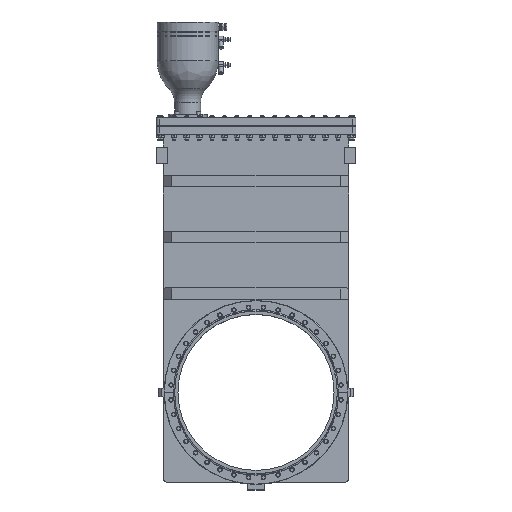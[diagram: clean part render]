
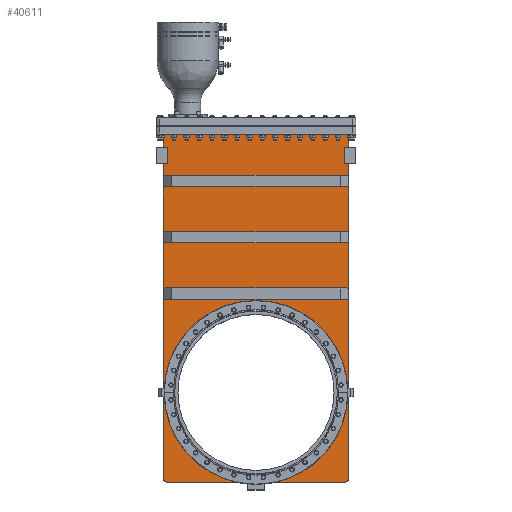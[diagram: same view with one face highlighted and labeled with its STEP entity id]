
A CAD part, top view. The second image highlights one B-rep face of the part: STEP entity #40611.
In plain terms, the highlighted planar face has unit normal (0, 0, 1).
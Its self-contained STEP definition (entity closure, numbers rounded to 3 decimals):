
#2433=DIRECTION('',(0.,-1.,0.));
#2434=VECTOR('',#2433,1.);
#2435=CARTESIAN_POINT('',(-8.293,9.37,0.827));
#2436=LINE('',#2435,#2434);
#2437=DIRECTION('',(1.,0.,0.));
#2438=VECTOR('',#2437,16.585);
#2439=CARTESIAN_POINT('',(-8.293,8.37,0.827));
#2440=LINE('',#2439,#2438);
#2441=DIRECTION('',(0.,1.,0.));
#2442=VECTOR('',#2441,1.);
#2443=CARTESIAN_POINT('',(8.293,8.37,0.827));
#2444=LINE('',#2443,#2442);
#2445=DIRECTION('',(-1.,0.,0.));
#2446=VECTOR('',#2445,16.585);
#2447=CARTESIAN_POINT('',(8.293,9.37,0.827));
#2448=LINE('',#2447,#2446);
#2449=DIRECTION('',(0.,-1.,0.));
#2450=VECTOR('',#2449,1.);
#2451=CARTESIAN_POINT('',(-8.293,14.43,0.827));
#2452=LINE('',#2451,#2450);
#2453=DIRECTION('',(1.,0.,0.));
#2454=VECTOR('',#2453,16.585);
#2455=CARTESIAN_POINT('',(-8.293,13.43,0.827));
#2456=LINE('',#2455,#2454);
#2457=DIRECTION('',(0.,1.,0.));
#2458=VECTOR('',#2457,1.);
#2459=CARTESIAN_POINT('',(8.293,13.43,0.827));
#2460=LINE('',#2459,#2458);
#2461=DIRECTION('',(-1.,0.,0.));
#2462=VECTOR('',#2461,16.585);
#2463=CARTESIAN_POINT('',(8.293,14.43,0.827));
#2464=LINE('',#2463,#2462);
#2465=DIRECTION('',(0.,-1.,0.));
#2466=VECTOR('',#2465,1.);
#2467=CARTESIAN_POINT('',(-8.293,19.49,0.827));
#2468=LINE('',#2467,#2466);
#2469=DIRECTION('',(1.,0.,0.));
#2470=VECTOR('',#2469,16.585);
#2471=CARTESIAN_POINT('',(-8.293,18.49,0.827));
#2472=LINE('',#2471,#2470);
#2473=DIRECTION('',(0.,1.,0.));
#2474=VECTOR('',#2473,1.);
#2475=CARTESIAN_POINT('',(8.293,18.49,0.827));
#2476=LINE('',#2475,#2474);
#2477=DIRECTION('',(-1.,0.,0.));
#2478=VECTOR('',#2477,16.585);
#2479=CARTESIAN_POINT('',(8.293,19.49,0.827));
#2480=LINE('',#2479,#2478);
#2481=DIRECTION('',(-1.,0.,0.));
#2482=VECTOR('',#2481,0.408);
#2483=CARTESIAN_POINT('',(-7.905,20.503,0.827));
#2484=LINE('',#2483,#2482);
#2485=DIRECTION('',(0.,1.,0.));
#2486=VECTOR('',#2485,1.5);
#2487=CARTESIAN_POINT('',(-7.905,20.503,0.827));
#2488=LINE('',#2487,#2486);
#2489=DIRECTION('',(-1.,0.,0.));
#2490=VECTOR('',#2489,0.408);
#2491=CARTESIAN_POINT('',(-7.905,22.003,0.827));
#2492=LINE('',#2491,#2490);
#2493=DIRECTION('',(0.,-1.,0.));
#2494=VECTOR('',#2493,1.16);
#2495=CARTESIAN_POINT('',(-8.313,23.163,0.827));
#2496=LINE('',#2495,#2494);
#2497=DIRECTION('',(1.,0.,0.));
#2498=VECTOR('',#2497,16.625);
#2499=CARTESIAN_POINT('',(-8.313,23.163,0.827));
#2500=LINE('',#2499,#2498);
#2501=DIRECTION('',(0.,1.,0.));
#2502=VECTOR('',#2501,1.16);
#2503=CARTESIAN_POINT('',(8.313,22.003,0.827));
#2504=LINE('',#2503,#2502);
#2505=DIRECTION('',(1.,0.,0.));
#2506=VECTOR('',#2505,0.408);
#2507=CARTESIAN_POINT('',(7.905,22.003,0.827));
#2508=LINE('',#2507,#2506);
#2509=DIRECTION('',(0.,1.,0.));
#2510=VECTOR('',#2509,1.5);
#2511=CARTESIAN_POINT('',(7.905,20.503,0.827));
#2512=LINE('',#2511,#2510);
#2513=DIRECTION('',(1.,0.,0.));
#2514=VECTOR('',#2513,0.408);
#2515=CARTESIAN_POINT('',(7.905,20.503,0.827));
#2516=LINE('',#2515,#2514);
#2517=DIRECTION('',(0.,1.,0.));
#2518=VECTOR('',#2517,28.156);
#2519=CARTESIAN_POINT('',(8.313,-7.653,0.827));
#2520=LINE('',#2519,#2518);
#2521=CARTESIAN_POINT('',(7.904,-7.653,0.827));
#2522=DIRECTION('',(0.,0.,1.));
#2523=DIRECTION('',(0.,-1.,0.));
#2524=AXIS2_PLACEMENT_3D('',#2521,#2522,#2523);
#2526=DIRECTION('',(-1.,0.,0.));
#2527=VECTOR('',#2526,6.249);
#2528=CARTESIAN_POINT('',(7.904,-8.062,0.827));
#2529=LINE('',#2528,#2527);
#2530=CARTESIAN_POINT('',(0.,0.,0.827));
#2531=DIRECTION('',(0.,0.,-1.));
#2532=DIRECTION('',(0.,1.,0.));
#2533=AXIS2_PLACEMENT_3D('',#2530,#2531,#2532);
#2535=CARTESIAN_POINT('',(0.,0.,0.827));
#2536=DIRECTION('',(0.,0.,1.));
#2537=DIRECTION('',(0.,1.,0.));
#2538=AXIS2_PLACEMENT_3D('',#2535,#2536,#2537);
#2540=DIRECTION('',(-1.,0.,0.));
#2541=VECTOR('',#2540,6.249);
#2542=CARTESIAN_POINT('',(-1.654,-8.062,0.827));
#2543=LINE('',#2542,#2541);
#2544=CARTESIAN_POINT('',(-7.904,-7.653,0.827));
#2545=DIRECTION('',(0.,0.,1.));
#2546=DIRECTION('',(-1.,0.,0.));
#2547=AXIS2_PLACEMENT_3D('',#2544,#2545,#2546);
#2549=DIRECTION('',(0.,-1.,0.));
#2550=VECTOR('',#2549,28.156);
#2551=CARTESIAN_POINT('',(-8.313,20.503,0.827));
#2552=LINE('',#2551,#2550);
#32537=CARTESIAN_POINT('',(7.904,-8.062,0.827));
#32538=CARTESIAN_POINT('',(8.313,-7.653,0.827));
#32539=VERTEX_POINT('',#32537);
#32540=VERTEX_POINT('',#32538);
#32545=CARTESIAN_POINT('',(-8.313,-7.653,0.827));
#32546=CARTESIAN_POINT('',(-7.904,-8.062,0.827));
#32547=VERTEX_POINT('',#32545);
#32548=VERTEX_POINT('',#32546);
#32553=CARTESIAN_POINT('',(-8.313,23.163,0.827));
#32554=CARTESIAN_POINT('',(8.313,23.163,0.827));
#32555=VERTEX_POINT('',#32553);
#32556=VERTEX_POINT('',#32554);
#32645=CARTESIAN_POINT('',(0.,8.23,0.827));
#32646=VERTEX_POINT('',#32645);
#32649=CARTESIAN_POINT('',(1.654,-8.062,0.827));
#32650=VERTEX_POINT('',#32649);
#32653=CARTESIAN_POINT('',(-1.654,-8.062,0.827));
#32654=VERTEX_POINT('',#32653);
#33511=CARTESIAN_POINT('',(-8.293,9.37,0.827));
#33512=CARTESIAN_POINT('',(-8.293,8.37,0.827));
#33513=VERTEX_POINT('',#33511);
#33514=VERTEX_POINT('',#33512);
#33515=CARTESIAN_POINT('',(8.293,8.37,0.827));
#33516=VERTEX_POINT('',#33515);
#33517=CARTESIAN_POINT('',(8.293,9.37,0.827));
#33518=VERTEX_POINT('',#33517);
#33519=CARTESIAN_POINT('',(-8.293,14.43,0.827));
#33520=CARTESIAN_POINT('',(-8.293,13.43,0.827));
#33521=VERTEX_POINT('',#33519);
#33522=VERTEX_POINT('',#33520);
#33523=CARTESIAN_POINT('',(8.293,13.43,0.827));
#33524=VERTEX_POINT('',#33523);
#33525=CARTESIAN_POINT('',(8.293,14.43,0.827));
#33526=VERTEX_POINT('',#33525);
#33527=CARTESIAN_POINT('',(-8.293,19.49,0.827));
#33528=CARTESIAN_POINT('',(-8.293,18.49,0.827));
#33529=VERTEX_POINT('',#33527);
#33530=VERTEX_POINT('',#33528);
#33531=CARTESIAN_POINT('',(8.293,18.49,0.827));
#33532=VERTEX_POINT('',#33531);
#33533=CARTESIAN_POINT('',(8.293,19.49,0.827));
#33534=VERTEX_POINT('',#33533);
#33715=CARTESIAN_POINT('',(-7.905,20.503,0.827));
#33716=CARTESIAN_POINT('',(-8.313,20.503,0.827));
#33717=VERTEX_POINT('',#33715);
#33718=VERTEX_POINT('',#33716);
#33719=CARTESIAN_POINT('',(-7.905,22.003,0.827));
#33720=CARTESIAN_POINT('',(-8.313,22.003,0.827));
#33721=VERTEX_POINT('',#33719);
#33722=VERTEX_POINT('',#33720);
#33723=CARTESIAN_POINT('',(7.905,20.503,0.827));
#33724=CARTESIAN_POINT('',(7.905,22.003,0.827));
#33725=VERTEX_POINT('',#33723);
#33726=VERTEX_POINT('',#33724);
#33731=CARTESIAN_POINT('',(8.313,20.503,0.827));
#33732=VERTEX_POINT('',#33731);
#33733=CARTESIAN_POINT('',(8.313,22.003,0.827));
#33734=VERTEX_POINT('',#33733);
#40552=CARTESIAN_POINT('',(0.,0.,0.827));
#40553=DIRECTION('',(0.,0.,1.));
#40554=DIRECTION('',(1.,0.,0.));
#40555=AXIS2_PLACEMENT_3D('',#40552,#40553,#40554);
#40556=PLANE('',#40555);
#40557=ORIENTED_EDGE('',*,*,#40154,.F.);
#40559=ORIENTED_EDGE('',*,*,#40558,.T.);
#40560=ORIENTED_EDGE('',*,*,#40242,.T.);
#40561=ORIENTED_EDGE('',*,*,#40326,.F.);
#40562=ORIENTED_EDGE('',*,*,#39708,.T.);
#40563=ORIENTED_EDGE('',*,*,#39753,.F.);
#40564=ORIENTED_EDGE('',*,*,#40263,.F.);
#40566=ORIENTED_EDGE('',*,*,#40565,.F.);
#40567=ORIENTED_EDGE('',*,*,#40203,.T.);
#40568=ORIENTED_EDGE('',*,*,#39749,.F.);
#40569=ORIENTED_EDGE('',*,*,#40546,.F.);
#40570=ORIENTED_EDGE('',*,*,#40515,.T.);
#40572=ORIENTED_EDGE('',*,*,#40571,.F.);
#40574=ORIENTED_EDGE('',*,*,#40573,.T.);
#40575=ORIENTED_EDGE('',*,*,#40522,.T.);
#40577=ORIENTED_EDGE('',*,*,#40576,.F.);
#40578=ORIENTED_EDGE('',*,*,#40330,.F.);
#40579=EDGE_LOOP('',(#40557,#40559,#40560,#40561,#40562,#40563,#40564,#40566,
#40567,#40568,#40569,#40570,#40572,#40574,#40575,#40577,#40578));
#40580=FACE_OUTER_BOUND('',#40579,.F.);
#40582=ORIENTED_EDGE('',*,*,#40581,.T.);
#40584=ORIENTED_EDGE('',*,*,#40583,.T.);
#40586=ORIENTED_EDGE('',*,*,#40585,.T.);
#40588=ORIENTED_EDGE('',*,*,#40587,.T.);
#40589=EDGE_LOOP('',(#40582,#40584,#40586,#40588));
#40590=FACE_BOUND('',#40589,.F.);
#40592=ORIENTED_EDGE('',*,*,#40591,.T.);
#40594=ORIENTED_EDGE('',*,*,#40593,.T.);
#40596=ORIENTED_EDGE('',*,*,#40595,.T.);
#40598=ORIENTED_EDGE('',*,*,#40597,.T.);
#40599=EDGE_LOOP('',(#40592,#40594,#40596,#40598));
#40600=FACE_BOUND('',#40599,.F.);
#40602=ORIENTED_EDGE('',*,*,#40601,.T.);
#40604=ORIENTED_EDGE('',*,*,#40603,.T.);
#40606=ORIENTED_EDGE('',*,*,#40605,.T.);
#40608=ORIENTED_EDGE('',*,*,#40607,.T.);
#40609=EDGE_LOOP('',(#40602,#40604,#40606,#40608));
#40610=FACE_BOUND('',#40609,.F.);
#40611=ADVANCED_FACE('',(#40580,#40590,#40600,#40610),#40556,.T.);
#2525=CIRCLE('',#2524,0.409);
#2534=CIRCLE('',#2533,8.23);
#2539=CIRCLE('',#2538,8.23);
#2548=CIRCLE('',#2547,0.409);
#39708=EDGE_CURVE('',#32555,#32556,#2500,.T.);
#39749=EDGE_CURVE('',#32540,#33732,#2520,.T.);
#39753=EDGE_CURVE('',#33734,#32556,#2504,.T.);
#40154=EDGE_CURVE('',#33717,#33718,#2484,.T.);
#40203=EDGE_CURVE('',#33725,#33732,#2516,.T.);
#40242=EDGE_CURVE('',#33721,#33722,#2492,.T.);
#40263=EDGE_CURVE('',#33726,#33734,#2508,.T.);
#40326=EDGE_CURVE('',#32555,#33722,#2496,.T.);
#40330=EDGE_CURVE('',#33718,#32547,#2552,.T.);
#40515=EDGE_CURVE('',#32539,#32650,#2529,.T.);
#40522=EDGE_CURVE('',#32654,#32548,#2543,.T.);
#40546=EDGE_CURVE('',#32539,#32540,#2525,.T.);
#40558=EDGE_CURVE('',#33717,#33721,#2488,.T.);
#40565=EDGE_CURVE('',#33725,#33726,#2512,.T.);
#40571=EDGE_CURVE('',#32646,#32650,#2534,.T.);
#40573=EDGE_CURVE('',#32646,#32654,#2539,.T.);
#40576=EDGE_CURVE('',#32547,#32548,#2548,.T.);
#40581=EDGE_CURVE('',#33521,#33522,#2452,.T.);
#40583=EDGE_CURVE('',#33522,#33524,#2456,.T.);
#40585=EDGE_CURVE('',#33524,#33526,#2460,.T.);
#40587=EDGE_CURVE('',#33526,#33521,#2464,.T.);
#40591=EDGE_CURVE('',#33529,#33530,#2468,.T.);
#40593=EDGE_CURVE('',#33530,#33532,#2472,.T.);
#40595=EDGE_CURVE('',#33532,#33534,#2476,.T.);
#40597=EDGE_CURVE('',#33534,#33529,#2480,.T.);
#40601=EDGE_CURVE('',#33513,#33514,#2436,.T.);
#40603=EDGE_CURVE('',#33514,#33516,#2440,.T.);
#40605=EDGE_CURVE('',#33516,#33518,#2444,.T.);
#40607=EDGE_CURVE('',#33518,#33513,#2448,.T.);
